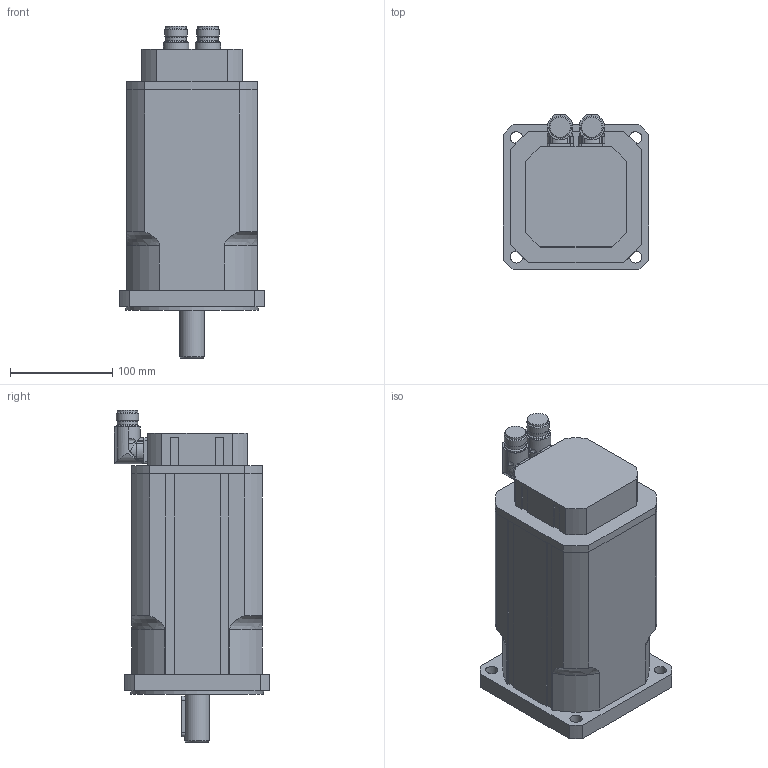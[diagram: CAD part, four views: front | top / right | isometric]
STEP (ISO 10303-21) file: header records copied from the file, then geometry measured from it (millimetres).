
FILE_DESCRIPTION(/* description */ ('Alibre Inc.'),/* implementation_level */ '2;1');
FILE_NAME(/* name */ 'export0',/* time_stamp */ '2011-08-11T14:52:30+02:00',/* author */ (''),/* organization */ (''),/* preprocessor_version */ 'ST-DEVELOPER v12',/* originating_system */ 'Alibre',/* authorisation */ '');
FILE_SCHEMA (('CONFIG_CONTROL_DESIGN'));
Length unit declared in the file: millimetre
Products named in the file (5): ID_1
Bounding box: 142 x 152 x 325 mm (x, y, z)
Volume: 3880994.8 mm3; surface area: 217544.6 mm2
Topology: 5 solids, 5 shells, 243 faces, 659 edges, 438 vertices
Faces by surface type: cylinder 115, plane 108, bspline 9, cone 7, torus 4
Full cylindrical faces by diameter (mm): 2.7 x8, 20 x8, 22 x4, 24 x1, 52 x1, 130 x1
Entity records: 6700 total; most frequent: CARTESIAN_POINT 1904, ORIENTED_EDGE 880, DIRECTION 830, EDGE_CURVE 440, AXIS2_PLACEMENT_3D 335, VERTEX_POINT 308, VECTOR 247, LINE 247
